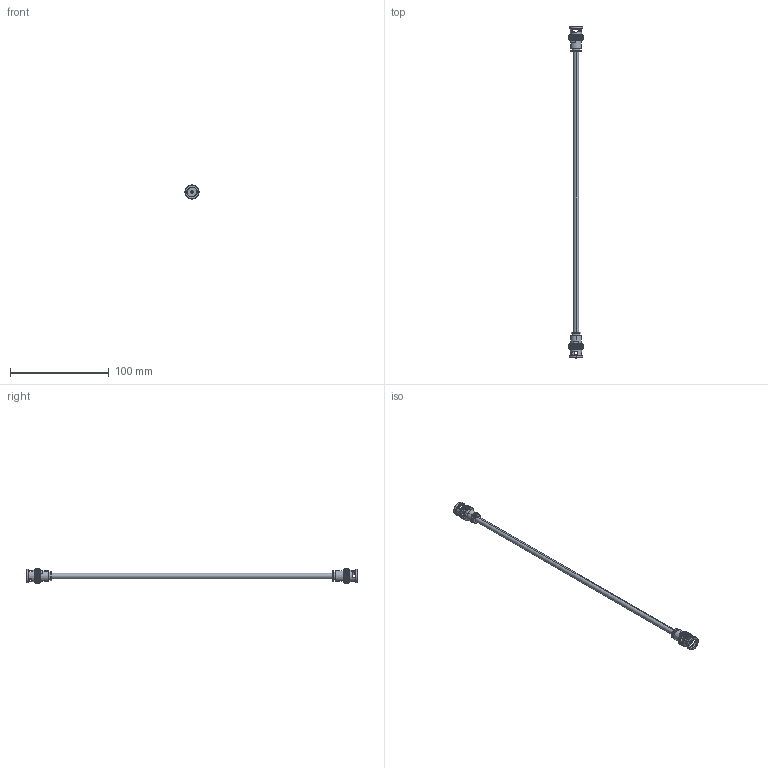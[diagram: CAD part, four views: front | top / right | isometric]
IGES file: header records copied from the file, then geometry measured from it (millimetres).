
Start section: SolidWorks IGES file using analytic representation for surfaces
Global section: file name: 18921-01-A.IGS; native system: SolidWorks 2016; preprocessor: SolidWorks 2016; author: lee sanders; date: 180102.113711; units: inch
Bounding box: 14.27 x 337.01 x 14.27 mm (x, y, z)
Surface area: 9365.9 mm2 (no closed solid volume)
Topology: 0 solids, 0 shells, 1662 faces, 9212 edges, 9212 vertices
Faces by surface type: bspline 1276, revolution 386
